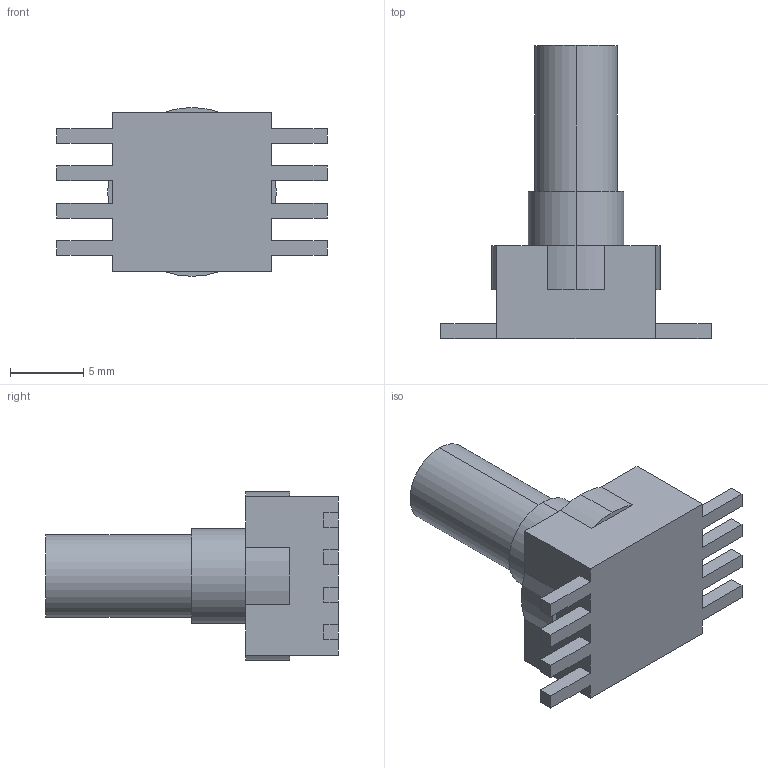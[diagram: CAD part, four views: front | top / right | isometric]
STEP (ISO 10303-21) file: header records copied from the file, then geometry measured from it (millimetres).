
FILE_DESCRIPTION (( 'STEP AP214' ), '1' );
FILE_NAME ('MPVZ5010GW6U.STEP', '2020-03-22T11:49:45', ( '' ), ( '' ), 'SwSTEP 2.0', 'SolidWorks 2018', '' );
FILE_SCHEMA (( 'AUTOMOTIVE_DESIGN' ));
Length unit declared in the file: millimetre
Products named in the file (1): MPVZ5010GW6U
Bounding box: 18.41 x 19.94 x 11.48 mm (x, y, z)
Volume: 1124.7 mm3; surface area: 939 mm2
Topology: 1 solids, 1 shells, 56 faces, 153 edges, 102 vertices
Faces by surface type: plane 45, cylinder 11
Entity records: 2145 total; most frequent: CARTESIAN_POINT 312, ORIENTED_EDGE 306, DIRECTION 289, EDGE_CURVE 153, VECTOR 131, LINE 131, VERTEX_POINT 102, AXIS2_PLACEMENT_3D 79
